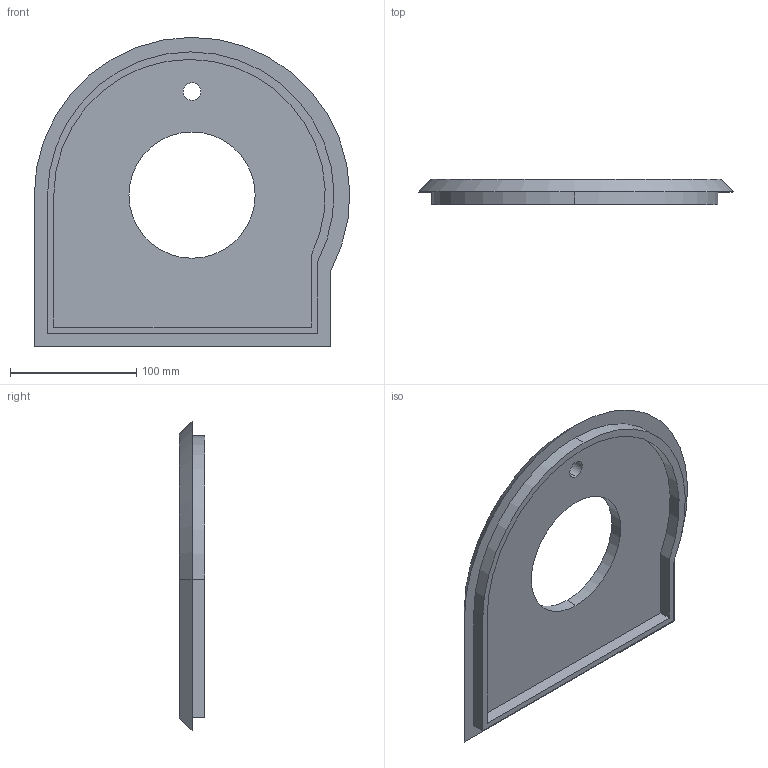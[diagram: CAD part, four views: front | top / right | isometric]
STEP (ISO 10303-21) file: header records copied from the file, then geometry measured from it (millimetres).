
FILE_DESCRIPTION (( 'STEP AP214' ), '1' );
FILE_NAME ('base lid.STEP', '2024-07-14T22:34:01', ( '' ), ( '' ), 'SwSTEP 2.0', 'SolidWorks 2023', '' );
FILE_SCHEMA (( 'AUTOMOTIVE_DESIGN' ));
Length unit declared in the file: millimetre
Products named in the file (1): base lid
Bounding box: 249.96 x 20 x 244.99 mm (x, y, z)
Volume: 453918.1 mm3; surface area: 113192.3 mm2
Topology: 1 solids, 1 shells, 42 faces, 102 edges, 68 vertices
Faces by surface type: plane 33, cylinder 8, cone 1
Entity records: 1256 total; most frequent: CARTESIAN_POINT 216, DIRECTION 205, ORIENTED_EDGE 204, EDGE_CURVE 102, LINE 83, VECTOR 83, VERTEX_POINT 68, AXIS2_PLACEMENT_3D 61
